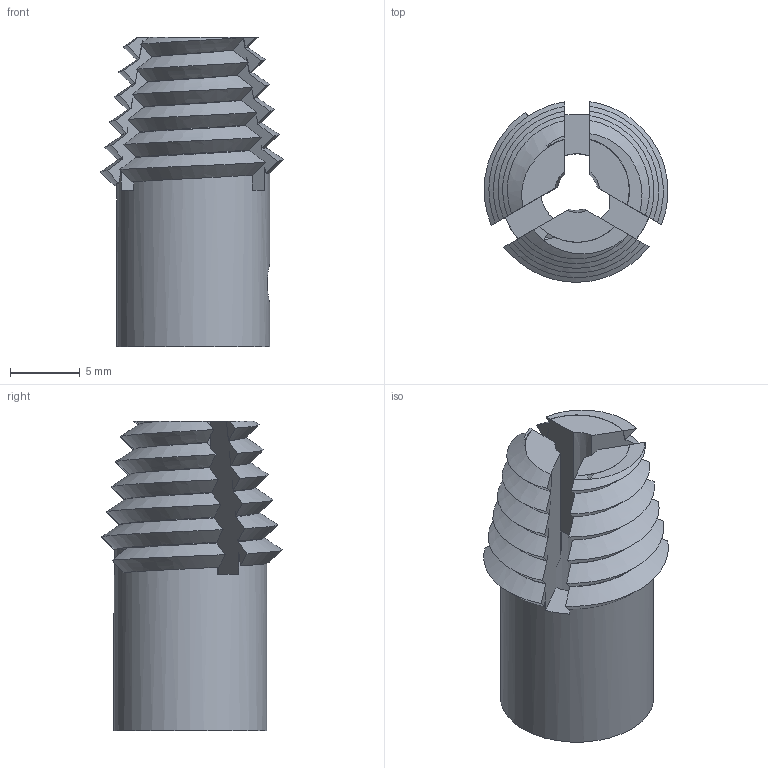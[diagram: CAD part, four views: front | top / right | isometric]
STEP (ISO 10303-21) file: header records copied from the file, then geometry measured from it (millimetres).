
FILE_DESCRIPTION(/* description */ (''),/* implementation_level */ '2;1');
FILE_NAME(/* name */ '00_coupler_5_3_nema_screw.ipt.step',/* time_stamp */ '2022-11-29T07:38:50+01:00',/* author */ ('diederichbenedict'),/* organization */ (''),/* preprocessor_version */ 'ST-DEVELOPER v18.1',/* originating_system */ 'Autodesk Inventor 2022',/* authorisation */ '');
FILE_SCHEMA (('AUTOMOTIVE_DESIGN { 1 0 10303 214 3 1 1 }'));
Length unit declared in the file: millimetre
Products named in the file (1): 00_coupler_5_3_nema_screw
Bounding box: 13.21 x 12.99 x 22.25 mm (x, y, z)
Volume: 1458.1 mm3; surface area: 1685.1 mm2
Topology: 3 solids, 3 shells, 105 faces, 300 edges, 199 vertices
Faces by surface type: bspline 55, plane 28, cone 19, cylinder 3
Full cylindrical faces by diameter (mm): 2.8 x1, 11 x1
Entity records: 7311 total; most frequent: CARTESIAN_POINT 5137, ORIENTED_EDGE 600, EDGE_CURVE 300, DIRECTION 207, VERTEX_POINT 199, B_SPLINE_CURVE_WITH_KNOTS 184, EDGE_LOOP 107, FACE_OUTER_BOUND 105
